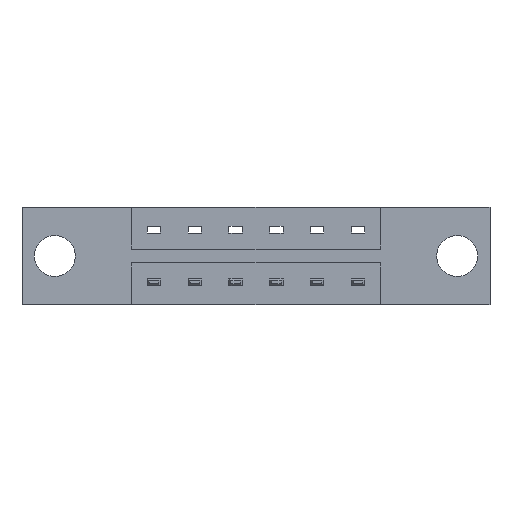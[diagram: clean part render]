
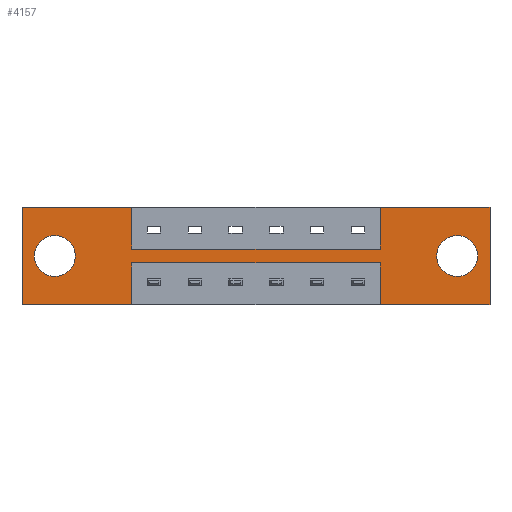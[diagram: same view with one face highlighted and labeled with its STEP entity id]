
A CAD part, front view. The second image highlights one B-rep face of the part: STEP entity #4157.
In plain terms, the highlighted planar face has unit normal (0, -1, 0).
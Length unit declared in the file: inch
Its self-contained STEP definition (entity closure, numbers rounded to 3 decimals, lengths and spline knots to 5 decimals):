
#63 = LINE ( 'NONE', #2464, #6173 ) ;
#127 = CARTESIAN_POINT ( 'NONE',  ( 1.3665, 0., -0.2115 ) ) ;
#146 = CARTESIAN_POINT ( 'NONE',  ( 1.784, 0., -0.37 ) ) ;
#167 = CARTESIAN_POINT ( 'NONE',  ( 0., 0., 0. ) ) ;
#239 = EDGE_CURVE ( 'NONE', #7474, #5510, #4281, .T. ) ;
#244 = VECTOR ( 'NONE', #7533, 39.37008 ) ;
#291 = DIRECTION ( 'NONE',  ( 0., 0., 1. ) ) ;
#311 = ORIENTED_EDGE ( 'NONE', *, *, #3575, .T. ) ;
#418 = EDGE_CURVE ( 'NONE', #6937, #7474, #7031, .T. ) ;
#423 = DIRECTION ( 'NONE',  ( -1., 0., 0. ) ) ;
#489 = ORIENTED_EDGE ( 'NONE', *, *, #6850, .F. ) ;
#493 = EDGE_CURVE ( 'NONE', #7945, #7909, #1428, .T. ) ;
#507 = DIRECTION ( 'NONE',  ( 0., 0., -1. ) ) ;
#514 = EDGE_LOOP ( 'NONE', ( #3664, #7638 ) ) ;
#626 = CARTESIAN_POINT ( 'NONE',  ( 1.3665, 0., 0. ) ) ;
#639 = CARTESIAN_POINT ( 'NONE',  ( 1.784, 0., 0. ) ) ;
#673 = DIRECTION ( 'NONE',  ( 0., 1., 0. ) ) ;
#678 = EDGE_CURVE ( 'NONE', #2247, #5449, #3128, .T. ) ;
#701 = EDGE_CURVE ( 'NONE', #7909, #7304, #63, .T. ) ;
#719 = DIRECTION ( 'NONE',  ( 0., 0., 1. ) ) ;
#768 = CARTESIAN_POINT ( 'NONE',  ( 1.784, 0., 0. ) ) ;
#769 = VECTOR ( 'NONE', #8112, 39.37008 ) ;
#825 = VECTOR ( 'NONE', #423, 39.37008 ) ;
#857 = DIRECTION ( 'NONE',  ( 0., 0., -1. ) ) ;
#926 = AXIS2_PLACEMENT_3D ( 'NONE', #1266, #8058, #507 ) ;
#1009 = DIRECTION ( 'NONE',  ( 0., 0., -1. ) ) ;
#1124 = EDGE_CURVE ( 'NONE', #7496, #6975, #2906, .T. ) ;
#1128 = ORIENTED_EDGE ( 'NONE', *, *, #678, .F. ) ;
#1266 = CARTESIAN_POINT ( 'NONE',  ( 1.659, 0., -0.185 ) ) ;
#1428 = LINE ( 'NONE', #6216, #2355 ) ;
#1446 = VECTOR ( 'NONE', #857, 39.37008 ) ;
#1487 = DIRECTION ( 'NONE',  ( -1., 0., 0. ) ) ;
#1653 = CARTESIAN_POINT ( 'NONE',  ( 0., 0., 0. ) ) ;
#1656 = ORIENTED_EDGE ( 'NONE', *, *, #5865, .F. ) ;
#1754 = CARTESIAN_POINT ( 'NONE',  ( 0., 0., -0.37 ) ) ;
#1886 = CARTESIAN_POINT ( 'NONE',  ( 0., 0., 0. ) ) ;
#2027 = EDGE_CURVE ( 'NONE', #6178, #6937, #2988, .T. ) ;
#2136 = CARTESIAN_POINT ( 'NONE',  ( 1.3665, 0., -0.1585 ) ) ;
#2152 = CARTESIAN_POINT ( 'NONE',  ( 0.4175, 0., -0.2115 ) ) ;
#2247 = VERTEX_POINT ( 'NONE', #3230 ) ;
#2318 = CIRCLE ( 'NONE', #6396, 0.078 ) ;
#2355 = VECTOR ( 'NONE', #2386, 39.37008 ) ;
#2383 = ORIENTED_EDGE ( 'NONE', *, *, #493, .F. ) ;
#2386 = DIRECTION ( 'NONE',  ( 1., 0., 0. ) ) ;
#2436 = VECTOR ( 'NONE', #2771, 39.37008 ) ;
#2464 = CARTESIAN_POINT ( 'NONE',  ( 1.3665, 0., -0.1585 ) ) ;
#2518 = LINE ( 'NONE', #7632, #6973 ) ;
#2521 = VERTEX_POINT ( 'NONE', #146 ) ;
#2543 = LINE ( 'NONE', #639, #244 ) ;
#2592 = VERTEX_POINT ( 'NONE', #768 ) ;
#2641 = DIRECTION ( 'NONE',  ( 0., 0., -1. ) ) ;
#2719 = CARTESIAN_POINT ( 'NONE',  ( 1.659, 0., -0.263 ) ) ;
#2737 = CARTESIAN_POINT ( 'NONE',  ( 0.125, 0., -0.107 ) ) ;
#2771 = DIRECTION ( 'NONE',  ( 0., 0., 1. ) ) ;
#2906 = CIRCLE ( 'NONE', #3963, 0.078 ) ;
#2909 = EDGE_LOOP ( 'NONE', ( #4301, #311 ) ) ;
#2988 = LINE ( 'NONE', #1754, #825 ) ;
#3088 = LINE ( 'NONE', #1653, #3279 ) ;
#3113 = DIRECTION ( 'NONE',  ( 0., 0., 1. ) ) ;
#3128 = LINE ( 'NONE', #4492, #769 ) ;
#3184 = ORIENTED_EDGE ( 'NONE', *, *, #6189, .F. ) ;
#3215 = CARTESIAN_POINT ( 'NONE',  ( 0.4175, 0., -0.37 ) ) ;
#3226 = DIRECTION ( 'NONE',  ( 0., 0., -1. ) ) ;
#3230 = CARTESIAN_POINT ( 'NONE',  ( 1.3665, 0., -0.2115 ) ) ;
#3279 = VECTOR ( 'NONE', #8114, 39.37008 ) ;
#3316 = EDGE_CURVE ( 'NONE', #6409, #5811, #6711, .T. ) ;
#3575 = EDGE_CURVE ( 'NONE', #5811, #6409, #7246, .T. ) ;
#3616 = CARTESIAN_POINT ( 'NONE',  ( 0., 0., 0. ) ) ;
#3658 = ORIENTED_EDGE ( 'NONE', *, *, #6434, .F. ) ;
#3664 = ORIENTED_EDGE ( 'NONE', *, *, #7538, .T. ) ;
#3680 = DIRECTION ( 'NONE',  ( 0., 1., 0. ) ) ;
#3925 = CARTESIAN_POINT ( 'NONE',  ( 0., 0., -0.37 ) ) ;
#3963 = AXIS2_PLACEMENT_3D ( 'NONE', #5748, #673, #3113 ) ;
#4055 = CARTESIAN_POINT ( 'NONE',  ( 0.125, 0., -0.263 ) ) ;
#4062 = VECTOR ( 'NONE', #719, 39.37008 ) ;
#4157 = ADVANCED_FACE ( 'NONE', ( #4462, #5779, #7057 ), #5039, .T. ) ;
#4281 = LINE ( 'NONE', #3616, #6895 ) ;
#4301 = ORIENTED_EDGE ( 'NONE', *, *, #3316, .T. ) ;
#4379 = CARTESIAN_POINT ( 'NONE',  ( 0.4175, 0., 0. ) ) ;
#4414 = ORIENTED_EDGE ( 'NONE', *, *, #2027, .F. ) ;
#4426 = DIRECTION ( 'NONE',  ( 0., -1., 0. ) ) ;
#4462 = FACE_BOUND ( 'NONE', #2909, .T. ) ;
#4492 = CARTESIAN_POINT ( 'NONE',  ( 0.4175, 0., -0.2115 ) ) ;
#4528 = ORIENTED_EDGE ( 'NONE', *, *, #701, .F. ) ;
#4539 = CARTESIAN_POINT ( 'NONE',  ( 1.659, 0., -0.107 ) ) ;
#4680 = ORIENTED_EDGE ( 'NONE', *, *, #418, .F. ) ;
#5039 = PLANE ( 'NONE',  #7796 ) ;
#5064 = DIRECTION ( 'NONE',  ( 0., 0., 1. ) ) ;
#5194 = CARTESIAN_POINT ( 'NONE',  ( 0.4175, 0., -0.1585 ) ) ;
#5325 = EDGE_LOOP ( 'NONE', ( #6490, #1656, #489, #6925, #4528, #2383, #3184, #7516, #4680, #4414, #3658, #1128 ) ) ;
#5449 = VERTEX_POINT ( 'NONE', #2152 ) ;
#5510 = VERTEX_POINT ( 'NONE', #4379 ) ;
#5748 = CARTESIAN_POINT ( 'NONE',  ( 0.125, 0., -0.185 ) ) ;
#5779 = FACE_BOUND ( 'NONE', #514, .T. ) ;
#5811 = VERTEX_POINT ( 'NONE', #2719 ) ;
#5865 = EDGE_CURVE ( 'NONE', #2521, #6101, #6555, .T. ) ;
#6024 = EDGE_CURVE ( 'NONE', #7304, #2592, #3088, .T. ) ;
#6032 = CARTESIAN_POINT ( 'NONE',  ( 1.659, 0., -0.185 ) ) ;
#6101 = VERTEX_POINT ( 'NONE', #6381 ) ;
#6173 = VECTOR ( 'NONE', #5064, 39.37008 ) ;
#6178 = VERTEX_POINT ( 'NONE', #3215 ) ;
#6189 = EDGE_CURVE ( 'NONE', #5510, #7945, #7042, .T. ) ;
#6216 = CARTESIAN_POINT ( 'NONE',  ( 0.4175, 0., -0.1585 ) ) ;
#6381 = CARTESIAN_POINT ( 'NONE',  ( 1.3665, 0., -0.37 ) ) ;
#6396 = AXIS2_PLACEMENT_3D ( 'NONE', #6803, #6610, #291 ) ;
#6409 = VERTEX_POINT ( 'NONE', #4539 ) ;
#6434 = EDGE_CURVE ( 'NONE', #5449, #6178, #2518, .T. ) ;
#6490 = ORIENTED_EDGE ( 'NONE', *, *, #7347, .F. ) ;
#6555 = LINE ( 'NONE', #7254, #7629 ) ;
#6582 = AXIS2_PLACEMENT_3D ( 'NONE', #6032, #3680, #1009 ) ;
#6595 = CARTESIAN_POINT ( 'NONE',  ( 0.4175, 0., -0.1585 ) ) ;
#6610 = DIRECTION ( 'NONE',  ( 0., 1., 0. ) ) ;
#6711 = CIRCLE ( 'NONE', #6582, 0.078 ) ;
#6803 = CARTESIAN_POINT ( 'NONE',  ( 0.125, 0., -0.185 ) ) ;
#6850 = EDGE_CURVE ( 'NONE', #2592, #2521, #2543, .T. ) ;
#6895 = VECTOR ( 'NONE', #7445, 39.37008 ) ;
#6925 = ORIENTED_EDGE ( 'NONE', *, *, #6024, .F. ) ;
#6937 = VERTEX_POINT ( 'NONE', #7450 ) ;
#6973 = VECTOR ( 'NONE', #2641, 39.37008 ) ;
#6975 = VERTEX_POINT ( 'NONE', #2737 ) ;
#7031 = LINE ( 'NONE', #1886, #4062 ) ;
#7042 = LINE ( 'NONE', #5194, #1446 ) ;
#7057 = FACE_OUTER_BOUND ( 'NONE', #5325, .T. ) ;
#7246 = CIRCLE ( 'NONE', #926, 0.078 ) ;
#7254 = CARTESIAN_POINT ( 'NONE',  ( 0., 0., -0.37 ) ) ;
#7304 = VERTEX_POINT ( 'NONE', #626 ) ;
#7347 = EDGE_CURVE ( 'NONE', #6101, #2247, #7720, .T. ) ;
#7445 = DIRECTION ( 'NONE',  ( 1., 0., 0. ) ) ;
#7450 = CARTESIAN_POINT ( 'NONE',  ( 0., 0., -0.37 ) ) ;
#7474 = VERTEX_POINT ( 'NONE', #167 ) ;
#7496 = VERTEX_POINT ( 'NONE', #4055 ) ;
#7516 = ORIENTED_EDGE ( 'NONE', *, *, #239, .F. ) ;
#7533 = DIRECTION ( 'NONE',  ( 0., 0., -1. ) ) ;
#7538 = EDGE_CURVE ( 'NONE', #6975, #7496, #2318, .T. ) ;
#7629 = VECTOR ( 'NONE', #1487, 39.37008 ) ;
#7632 = CARTESIAN_POINT ( 'NONE',  ( 0.4175, 0., -0.2115 ) ) ;
#7638 = ORIENTED_EDGE ( 'NONE', *, *, #1124, .T. ) ;
#7720 = LINE ( 'NONE', #127, #2436 ) ;
#7796 = AXIS2_PLACEMENT_3D ( 'NONE', #3925, #4426, #3226 ) ;
#7909 = VERTEX_POINT ( 'NONE', #2136 ) ;
#7945 = VERTEX_POINT ( 'NONE', #6595 ) ;
#8058 = DIRECTION ( 'NONE',  ( 0., 1., 0. ) ) ;
#8112 = DIRECTION ( 'NONE',  ( -1., 0., 0. ) ) ;
#8114 = DIRECTION ( 'NONE',  ( 1., 0., 0. ) ) ;
